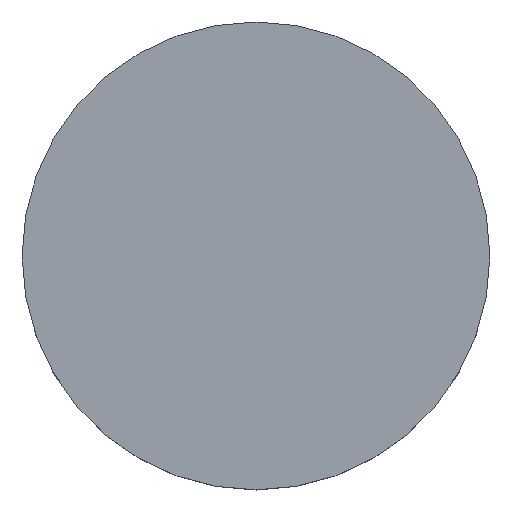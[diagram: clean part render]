
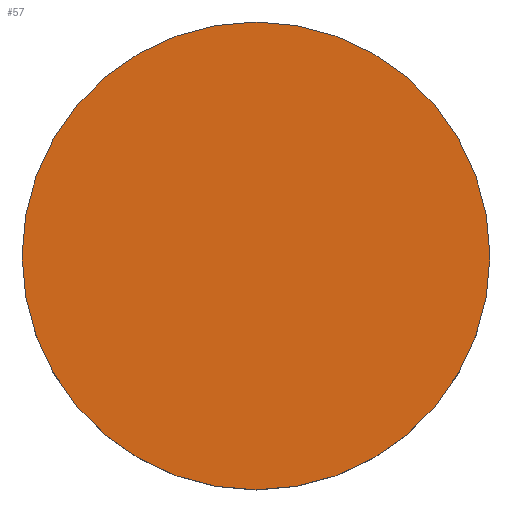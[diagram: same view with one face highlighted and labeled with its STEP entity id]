
A CAD part, top view. The second image highlights one B-rep face of the part: STEP entity #57.
In plain terms, the highlighted planar face has unit normal (0, 0, 1).
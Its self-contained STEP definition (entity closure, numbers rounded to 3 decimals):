
#17 = EDGE_LOOP ( 'NONE', ( #188, #211 ) ) ;
#19 = DIRECTION ( 'NONE',  ( 1., 0., 0. ) ) ;
#27 = FACE_OUTER_BOUND ( 'NONE', #17, .T. ) ;
#31 = AXIS2_PLACEMENT_3D ( 'NONE', #34, #148, #135 ) ;
#33 = CARTESIAN_POINT ( 'NONE',  ( 0., 0., 3. ) ) ;
#34 = CARTESIAN_POINT ( 'NONE',  ( 0., 26.112, 3. ) ) ;
#45 = EDGE_CURVE ( 'NONE', #195, #178, #100, .T. ) ;
#51 = PLANE ( 'NONE',  #31 ) ;
#56 = CARTESIAN_POINT ( 'NONE',  ( 0., 0., 3. ) ) ;
#57 = ADVANCED_FACE ( 'NONE', ( #27 ), #51, .T. ) ;
#59 = CIRCLE ( 'NONE', #102, 12.7 ) ;
#100 = CIRCLE ( 'NONE', #130, 12.7 ) ;
#102 = AXIS2_PLACEMENT_3D ( 'NONE', #56, #139, #19 ) ;
#120 = CARTESIAN_POINT ( 'NONE',  ( 12.7, 0., 3. ) ) ;
#130 = AXIS2_PLACEMENT_3D ( 'NONE', #33, #235, #166 ) ;
#135 = DIRECTION ( 'NONE',  ( 1., 0., 0. ) ) ;
#139 = DIRECTION ( 'NONE',  ( 0., 0., -1. ) ) ;
#145 = EDGE_CURVE ( 'NONE', #178, #195, #59, .T. ) ;
#148 = DIRECTION ( 'NONE',  ( 0., 0., 1. ) ) ;
#166 = DIRECTION ( 'NONE',  ( 1., 0., 0. ) ) ;
#178 = VERTEX_POINT ( 'NONE', #222 ) ;
#188 = ORIENTED_EDGE ( 'NONE', *, *, #45, .F. ) ;
#195 = VERTEX_POINT ( 'NONE', #120 ) ;
#211 = ORIENTED_EDGE ( 'NONE', *, *, #145, .F. ) ;
#222 = CARTESIAN_POINT ( 'NONE',  ( -12.7, 0., 3. ) ) ;
#235 = DIRECTION ( 'NONE',  ( 0., 0., -1. ) ) ;
